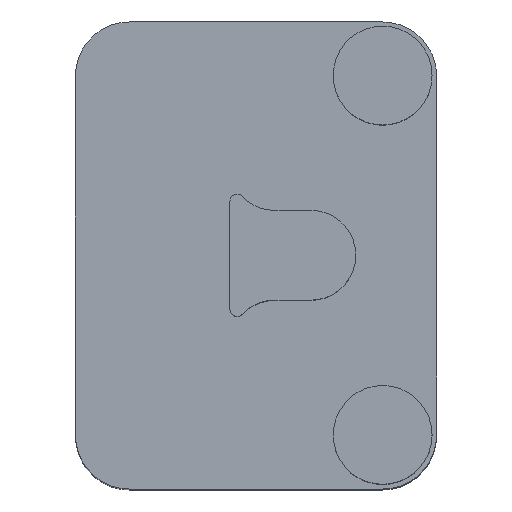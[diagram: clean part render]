
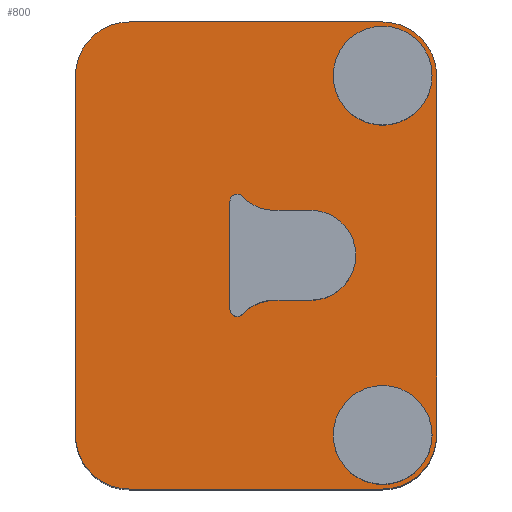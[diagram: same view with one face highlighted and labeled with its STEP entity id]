
A CAD part, top view. The second image highlights one B-rep face of the part: STEP entity #800.
In plain terms, the highlighted planar face has unit normal (0, 0, 1).
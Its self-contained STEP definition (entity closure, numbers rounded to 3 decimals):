
#31=FACE_BOUND('',#104,.T.);
#32=FACE_BOUND('',#105,.T.);
#33=FACE_BOUND('',#106,.T.);
#35=PLANE('',#865);
#54=FACE_OUTER_BOUND('',#103,.T.);
#103=EDGE_LOOP('',(#541,#542,#543,#544,#545,#546,#547,#548,#549));
#104=EDGE_LOOP('',(#550,#551,#552,#553,#554,#555,#556,#557));
#105=EDGE_LOOP('',(#558));
#106=EDGE_LOOP('',(#559));
#155=LINE('',#1230,#219);
#158=LINE('',#1236,#222);
#159=LINE('',#1240,#223);
#160=LINE('',#1246,#224);
#161=LINE('',#1250,#225);
#162=LINE('',#1256,#226);
#163=LINE('',#1262,#227);
#219=VECTOR('',#970,10.);
#222=VECTOR('',#975,10.);
#223=VECTOR('',#978,10.);
#224=VECTOR('',#983,10.);
#225=VECTOR('',#986,10.);
#226=VECTOR('',#991,10.);
#227=VECTOR('',#996,10.);
#281=CIRCLE('',#862,1.5);
#283=CIRCLE('',#866,1.5);
#284=CIRCLE('',#867,1.4);
#285=CIRCLE('',#868,1.5);
#286=CIRCLE('',#869,1.5);
#287=CIRCLE('',#870,1.25);
#288=CIRCLE('',#871,0.2);
#289=CIRCLE('',#872,0.2);
#290=CIRCLE('',#873,1.25);
#291=CIRCLE('',#874,1.25);
#292=CIRCLE('',#875,1.375);
#293=CIRCLE('',#876,1.375);
#333=VERTEX_POINT('',#1220);
#334=VERTEX_POINT('',#1221);
#337=VERTEX_POINT('',#1229);
#339=VERTEX_POINT('',#1235);
#340=VERTEX_POINT('',#1237);
#341=VERTEX_POINT('',#1239);
#342=VERTEX_POINT('',#1241);
#343=VERTEX_POINT('',#1243);
#344=VERTEX_POINT('',#1245);
#345=VERTEX_POINT('',#1248);
#346=VERTEX_POINT('',#1249);
#347=VERTEX_POINT('',#1251);
#348=VERTEX_POINT('',#1253);
#349=VERTEX_POINT('',#1255);
#350=VERTEX_POINT('',#1257);
#351=VERTEX_POINT('',#1259);
#352=VERTEX_POINT('',#1261);
#353=VERTEX_POINT('',#1264);
#354=VERTEX_POINT('',#1266);
#411=EDGE_CURVE('',#333,#334,#281,.T.);
#415=EDGE_CURVE('',#334,#337,#155,.T.);
#418=EDGE_CURVE('',#339,#333,#158,.T.);
#419=EDGE_CURVE('',#339,#340,#283,.T.);
#420=EDGE_CURVE('',#340,#341,#159,.T.);
#421=EDGE_CURVE('',#341,#342,#284,.T.);
#422=EDGE_CURVE('',#342,#343,#285,.T.);
#423=EDGE_CURVE('',#343,#344,#160,.T.);
#424=EDGE_CURVE('',#337,#344,#286,.T.);
#425=EDGE_CURVE('',#345,#346,#161,.T.);
#426=EDGE_CURVE('',#346,#347,#287,.T.);
#427=EDGE_CURVE('',#348,#347,#288,.F.);
#428=EDGE_CURVE('',#348,#349,#162,.T.);
#429=EDGE_CURVE('',#350,#349,#289,.F.);
#430=EDGE_CURVE('',#350,#351,#290,.T.);
#431=EDGE_CURVE('',#351,#352,#163,.T.);
#432=EDGE_CURVE('',#352,#345,#291,.T.);
#433=EDGE_CURVE('',#353,#353,#292,.T.);
#434=EDGE_CURVE('',#354,#354,#293,.T.);
#541=ORIENTED_EDGE('',*,*,#411,.F.);
#542=ORIENTED_EDGE('',*,*,#418,.F.);
#543=ORIENTED_EDGE('',*,*,#419,.T.);
#544=ORIENTED_EDGE('',*,*,#420,.T.);
#545=ORIENTED_EDGE('',*,*,#421,.T.);
#546=ORIENTED_EDGE('',*,*,#422,.T.);
#547=ORIENTED_EDGE('',*,*,#423,.T.);
#548=ORIENTED_EDGE('',*,*,#424,.F.);
#549=ORIENTED_EDGE('',*,*,#415,.F.);
#550=ORIENTED_EDGE('',*,*,#425,.T.);
#551=ORIENTED_EDGE('',*,*,#426,.T.);
#552=ORIENTED_EDGE('',*,*,#427,.F.);
#553=ORIENTED_EDGE('',*,*,#428,.T.);
#554=ORIENTED_EDGE('',*,*,#429,.F.);
#555=ORIENTED_EDGE('',*,*,#430,.T.);
#556=ORIENTED_EDGE('',*,*,#431,.T.);
#557=ORIENTED_EDGE('',*,*,#432,.T.);
#558=ORIENTED_EDGE('',*,*,#433,.T.);
#559=ORIENTED_EDGE('',*,*,#434,.T.);
#800=ADVANCED_FACE('',(#54,#31,#32,#33),#35,.T.);
#862=AXIS2_PLACEMENT_3D('',#1222,#962,#963);
#865=AXIS2_PLACEMENT_3D('',#1234,#973,#974);
#866=AXIS2_PLACEMENT_3D('',#1238,#976,#977);
#867=AXIS2_PLACEMENT_3D('',#1242,#979,#980);
#868=AXIS2_PLACEMENT_3D('',#1244,#981,#982);
#869=AXIS2_PLACEMENT_3D('',#1247,#984,#985);
#870=AXIS2_PLACEMENT_3D('',#1252,#987,#988);
#871=AXIS2_PLACEMENT_3D('',#1254,#989,#990);
#872=AXIS2_PLACEMENT_3D('',#1258,#992,#993);
#873=AXIS2_PLACEMENT_3D('',#1260,#994,#995);
#874=AXIS2_PLACEMENT_3D('',#1263,#997,#998);
#875=AXIS2_PLACEMENT_3D('',#1265,#999,#1000);
#876=AXIS2_PLACEMENT_3D('',#1267,#1001,#1002);
#962=DIRECTION('center_axis',(0.,0.,-1.));
#963=DIRECTION('ref_axis',(-0.707,-0.707,0.));
#970=DIRECTION('',(0.,1.,0.));
#973=DIRECTION('center_axis',(0.,0.,1.));
#974=DIRECTION('ref_axis',(0.,1.,0.));
#975=DIRECTION('',(-1.,0.,0.));
#976=DIRECTION('center_axis',(0.,0.,1.));
#977=DIRECTION('ref_axis',(0.,1.,0.));
#978=DIRECTION('',(-0.001,1.,0.));
#979=DIRECTION('center_axis',(0.,0.,1.));
#980=DIRECTION('ref_axis',(1.,0.001,0.));
#981=DIRECTION('center_axis',(0.,0.,1.));
#982=DIRECTION('ref_axis',(0.,1.,0.));
#983=DIRECTION('',(-1.,0.,0.));
#984=DIRECTION('center_axis',(0.,0.,-1.));
#985=DIRECTION('ref_axis',(-0.707,0.707,0.));
#986=DIRECTION('',(-1.,0.,0.));
#987=DIRECTION('center_axis',(0.,0.,1.));
#988=DIRECTION('ref_axis',(0.,1.,0.));
#989=DIRECTION('center_axis',(0.,0.,-1.));
#990=DIRECTION('ref_axis',(-0.371,-0.928,0.));
#991=DIRECTION('',(0.,1.,0.));
#992=DIRECTION('center_axis',(0.,0.,-1.));
#993=DIRECTION('ref_axis',(-0.371,0.928,0.));
#994=DIRECTION('center_axis',(0.,0.,1.));
#995=DIRECTION('ref_axis',(-1.,0.,0.));
#996=DIRECTION('',(1.,0.,0.));
#997=DIRECTION('center_axis',(0.,0.,-1.));
#998=DIRECTION('ref_axis',(0.,-1.,0.));
#999=DIRECTION('center_axis',(0.,0.,-1.));
#1000=DIRECTION('ref_axis',(0.,1.,0.));
#1001=DIRECTION('center_axis',(0.,0.,-1.));
#1002=DIRECTION('ref_axis',(0.,1.,0.));
#1220=CARTESIAN_POINT('',(-3.052,122.292,-0.057));
#1221=CARTESIAN_POINT('',(-4.552,123.792,-0.057));
#1222=CARTESIAN_POINT('Origin',(-3.052,123.792,-0.057));
#1229=CARTESIAN_POINT('',(-4.552,133.792,-0.057));
#1230=CARTESIAN_POINT('',(-4.552,132.042,-0.057));
#1234=CARTESIAN_POINT('Origin',(2.072,128.792,-0.057));
#1235=CARTESIAN_POINT('',(4.,122.292,-0.057));
#1236=CARTESIAN_POINT('',(-1.355,122.292,-0.057));
#1237=CARTESIAN_POINT('',(5.5,123.792,-0.057));
#1238=CARTESIAN_POINT('Origin',(4.,123.792,-0.057));
#1239=CARTESIAN_POINT('',(5.495,133.892,-0.057));
#1240=CARTESIAN_POINT('',(5.495,133.792,-0.057));
#1241=CARTESIAN_POINT('',(5.495,133.918,-0.057));
#1242=CARTESIAN_POINT('Origin',(4.095,133.892,-0.057));
#1243=CARTESIAN_POINT('',(4.,135.292,-0.057));
#1244=CARTESIAN_POINT('Origin',(4.,133.792,-0.057));
#1245=CARTESIAN_POINT('',(-3.052,135.292,-0.057));
#1246=CARTESIAN_POINT('',(-4.052,135.292,-0.057));
#1247=CARTESIAN_POINT('Origin',(-3.052,133.792,-0.057));
#1248=CARTESIAN_POINT('',(2.,127.542,-0.057));
#1249=CARTESIAN_POINT('',(1.,127.542,-0.057));
#1250=CARTESIAN_POINT('',(1.536,127.542,-0.057));
#1251=CARTESIAN_POINT('',(0.095,127.154,-0.057));
#1252=CARTESIAN_POINT('Origin',(1.,126.292,-0.057));
#1253=CARTESIAN_POINT('',(-0.25,127.292,-0.057));
#1254=CARTESIAN_POINT('Origin',(-0.05,127.292,-0.057));
#1255=CARTESIAN_POINT('',(-0.25,130.292,-0.057));
#1256=CARTESIAN_POINT('',(-0.25,130.042,-0.057));
#1257=CARTESIAN_POINT('',(0.095,130.43,-0.057));
#1258=CARTESIAN_POINT('Origin',(-0.05,130.292,-0.057));
#1259=CARTESIAN_POINT('',(1.,130.042,-0.057));
#1260=CARTESIAN_POINT('Origin',(1.,131.292,-0.057));
#1261=CARTESIAN_POINT('',(2.,130.042,-0.057));
#1262=CARTESIAN_POINT('',(2.036,130.042,-0.057));
#1263=CARTESIAN_POINT('Origin',(2.,128.792,-0.057));
#1264=CARTESIAN_POINT('',(4.,132.417,-0.057));
#1265=CARTESIAN_POINT('Origin',(4.,133.792,-0.057));
#1266=CARTESIAN_POINT('',(4.,122.417,-0.057));
#1267=CARTESIAN_POINT('Origin',(4.,123.792,-0.057));
